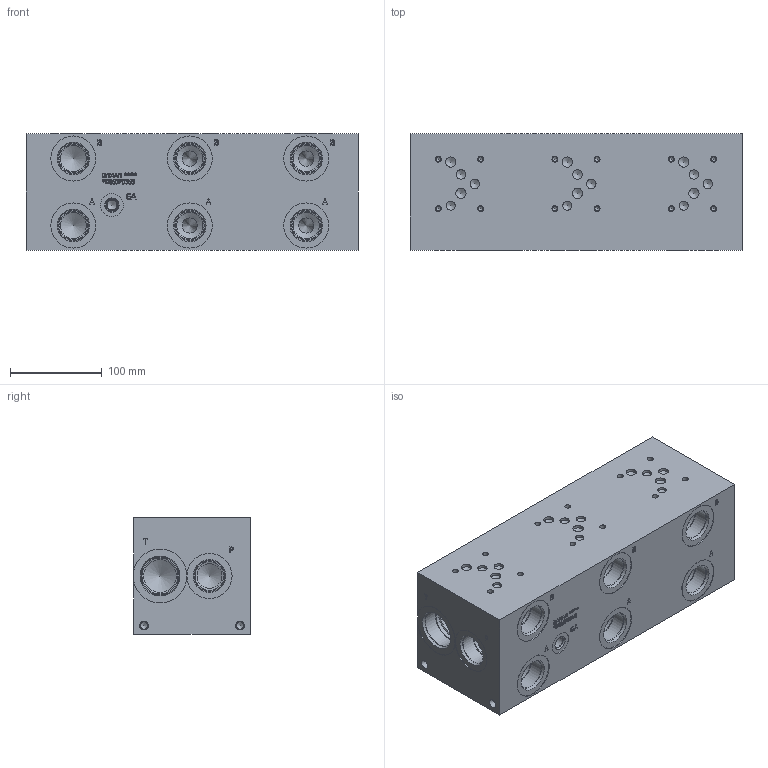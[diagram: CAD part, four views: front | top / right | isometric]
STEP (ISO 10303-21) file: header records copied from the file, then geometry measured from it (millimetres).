
FILE_DESCRIPTION(/* description */ (''),/* implementation_level */ '2;1');
FILE_NAME(/* name */ '_D05JP035S.stp',/* time_stamp */ '2022-10-20T15:23:39-04:00',/* author */ ('mikeh'),/* organization */ (''),/* preprocessor_version */ 'ST-DEVELOPER v18',/* originating_system */ 'Autodesk Inventor 2020',/* authorisation */ '');
FILE_SCHEMA (('AUTOMOTIVE_DESIGN { 1 0 10303 214 3 1 1 }'));
Length unit declared in the file: millimetre
Products named in the file (1): Part_AD05JP035S_3D
Bounding box: 361.95 x 127 x 127 mm (x, y, z)
Volume: 5475726.6 mm3; surface area: 265690.3 mm2
Topology: 1 solids, 1 shells, 773 faces, 2100 edges, 1415 vertices
Faces by surface type: plane 395, bspline 186, cylinder 107, cone 85
Full cylindrical faces by diameter (mm): 5.105 x12, 6.35 x12, 7.925 x4, 9.525 x7, 10.312 x6, 10.719 x1, 11.125 x6, 12.9 x1, 14.275 x1, 14.529 x1, 25.019 x1, 27 x2, 28.575 x6, 31.267 x8, 33.34 x3, 33.35 x5, 33.757 x8, 35.509 x5, 35.712 x2, 39.218 x2, 41.275 x1, 41.28 x1, 41.758 x1, 43.51 x1, 49.124 x8
Entity records: 25749 total; most frequent: CARTESIAN_POINT 6665, ORIENTED_EDGE 4116, DIRECTION 3249, EDGE_CURVE 2058, VERTEX_POINT 1415, LINE 1299, VECTOR 1299, AXIS2_PLACEMENT_3D 975
